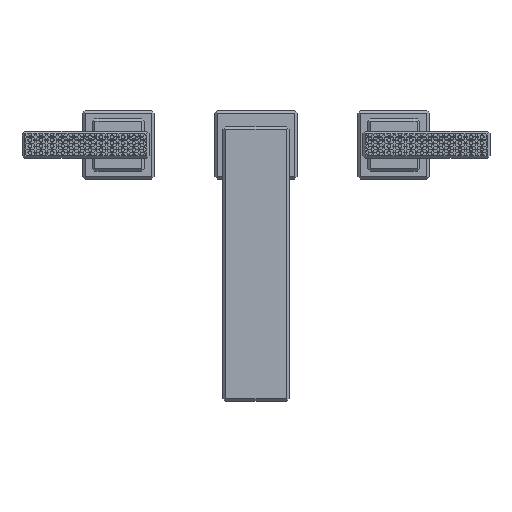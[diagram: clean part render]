
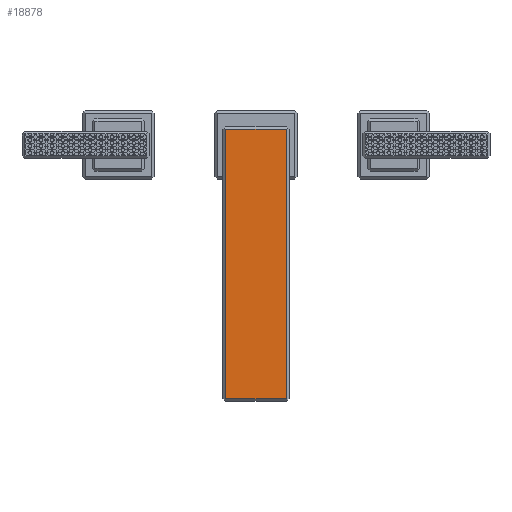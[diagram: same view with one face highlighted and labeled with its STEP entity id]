
A CAD part, top view. The second image highlights one B-rep face of the part: STEP entity #18878.
In plain terms, the highlighted face is planar.
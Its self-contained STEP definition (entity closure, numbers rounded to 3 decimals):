
#140=FACE_OUTER_BOUND('',#1401,.T.);
#1401=EDGE_LOOP('',(#12371,#12372,#12373,#12374));
#2716=LINE('',#26917,#5406);
#2732=LINE('',#26948,#5422);
#2733=LINE('',#26951,#5423);
#2734=LINE('',#26952,#5424);
#5406=VECTOR('',#21627,44.);
#5422=VECTOR('',#21653,195.6);
#5423=VECTOR('',#21656,195.6);
#5424=VECTOR('',#21657,44.);
#8069=VERTEX_POINT('',#26914);
#8070=VERTEX_POINT('',#26916);
#8080=VERTEX_POINT('',#26946);
#8081=VERTEX_POINT('',#26950);
#9560=EDGE_CURVE('',#8069,#8070,#2716,.T.);
#9576=EDGE_CURVE('',#8069,#8080,#2732,.T.);
#9577=EDGE_CURVE('',#8070,#8081,#2733,.T.);
#9578=EDGE_CURVE('',#8081,#8080,#2734,.T.);
#12371=ORIENTED_EDGE('',*,*,#9577,.F.);
#12372=ORIENTED_EDGE('',*,*,#9560,.F.);
#12373=ORIENTED_EDGE('',*,*,#9576,.T.);
#12374=ORIENTED_EDGE('',*,*,#9578,.F.);
#17623=PLANE('',#20219);
#18878=ADVANCED_FACE('',(#140),#17623,.T.);
#20219=AXIS2_PLACEMENT_3D('',#26949,#21654,#21655);
#21627=DIRECTION('',(-1.,0.,0.));
#21653=DIRECTION('',(0.,0.,-1.));
#21654=DIRECTION('center_axis',(0.,1.,0.));
#21655=DIRECTION('ref_axis',(-1.,0.,0.));
#21656=DIRECTION('',(0.,0.,-1.));
#21657=DIRECTION('',(1.,0.,0.));
#26914=CARTESIAN_POINT('',(22.,7.75,197.6));
#26916=CARTESIAN_POINT('',(-22.,7.75,197.6));
#26917=CARTESIAN_POINT('',(22.,7.75,197.6));
#26946=CARTESIAN_POINT('',(22.,7.75,2.));
#26948=CARTESIAN_POINT('',(22.,7.75,197.6));
#26949=CARTESIAN_POINT('Origin',(24.,7.75,0.));
#26950=CARTESIAN_POINT('',(-22.,7.75,2.));
#26951=CARTESIAN_POINT('',(-22.,7.75,197.6));
#26952=CARTESIAN_POINT('',(-22.,7.75,2.));
